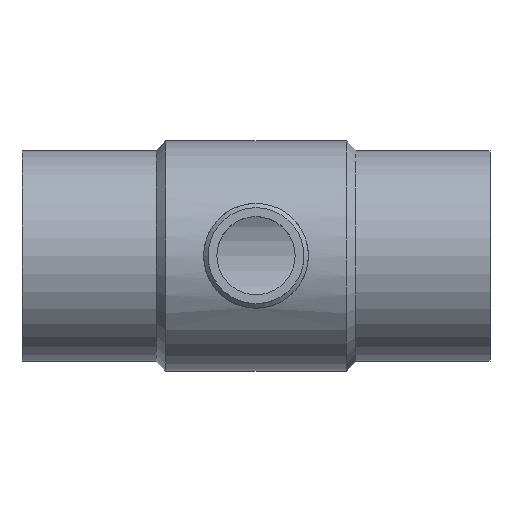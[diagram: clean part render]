
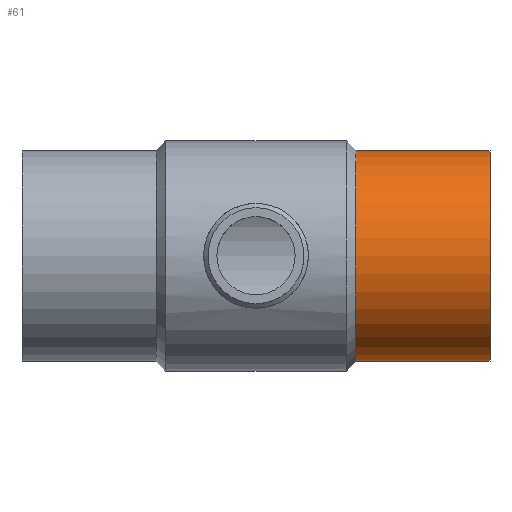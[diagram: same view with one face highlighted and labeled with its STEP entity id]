
A CAD part, top view. The second image highlights one B-rep face of the part: STEP entity #61.
In plain terms, the highlighted cylindrical face has radius 55 mm (diameter 110 mm), a full revolution.
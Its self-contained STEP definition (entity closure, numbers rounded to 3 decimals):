
#61 = ADVANCED_FACE( '', ( #130, #131 ), #132, .T. );
#130 = FACE_OUTER_BOUND( '', #191, .T. );
#131 = FACE_OUTER_BOUND( '', #192, .T. );
#132 = CYLINDRICAL_SURFACE( '', #193, 55. );
#191 = EDGE_LOOP( '', ( #270 ) );
#192 = EDGE_LOOP( '', ( #271 ) );
#193 = AXIS2_PLACEMENT_3D( '', #272, #273, #274 );
#270 = ORIENTED_EDGE( '', *, *, #283, .F. );
#271 = ORIENTED_EDGE( '', *, *, #292, .T. );
#272 = CARTESIAN_POINT( '', ( 0., 0., 0. ) );
#273 = DIRECTION( '', ( -1., 0., 0. ) );
#274 = DIRECTION( '', ( 0., 0., -1. ) );
#283 = EDGE_CURVE( '', #315, #315, #316, .T. );
#292 = EDGE_CURVE( '', #329, #329, #330, .T. );
#315 = VERTEX_POINT( '', #356 );
#316 = CIRCLE( '', #357, 55. );
#329 = VERTEX_POINT( '', #493 );
#330 = CIRCLE( '', #494, 55. );
#356 = CARTESIAN_POINT( '', ( 0., 0., -55. ) );
#357 = AXIS2_PLACEMENT_3D( '', #639, #640, #641 );
#493 = CARTESIAN_POINT( '', ( -70., 0., -55. ) );
#494 = AXIS2_PLACEMENT_3D( '', #651, #652, #653 );
#639 = CARTESIAN_POINT( '', ( 0., 0., 0. ) );
#640 = DIRECTION( '', ( 1., 0., 0. ) );
#641 = DIRECTION( '', ( 0., 0., -1. ) );
#651 = CARTESIAN_POINT( '', ( -70., 0., 0. ) );
#652 = DIRECTION( '', ( 1., 0., 0. ) );
#653 = DIRECTION( '', ( 0., 0., -1. ) );
